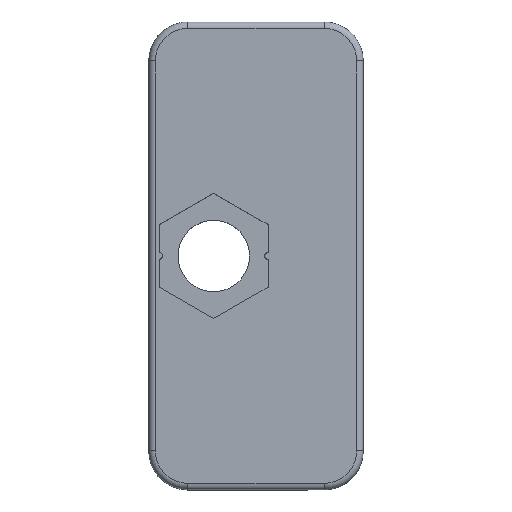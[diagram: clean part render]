
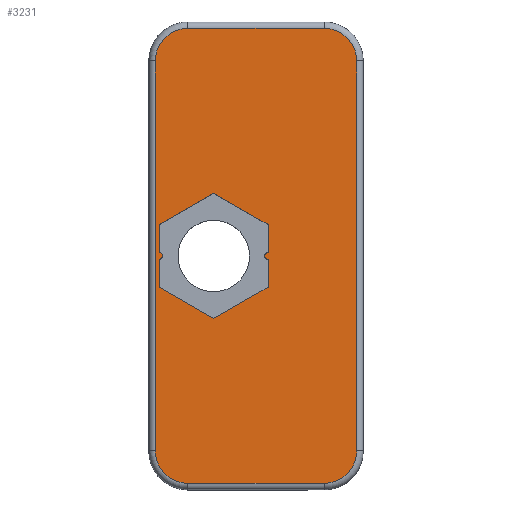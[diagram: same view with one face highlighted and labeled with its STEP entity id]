
A CAD part, top view. The second image highlights one B-rep face of the part: STEP entity #3231.
In plain terms, the highlighted planar face has unit normal (0, 0, 1).
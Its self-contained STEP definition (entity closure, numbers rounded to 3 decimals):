
#18=FACE_BOUND('',#573,.T.);
#147=CIRCLE('',#3530,2.5);
#149=CIRCLE('',#3533,2.5);
#152=CIRCLE('',#3539,2.5);
#158=CIRCLE('',#3547,2.5);
#160=CIRCLE('',#3551,0.25);
#161=CIRCLE('',#3552,0.25);
#390=FACE_OUTER_BOUND('',#572,.T.);
#572=EDGE_LOOP('',(#2821,#2822,#2823,#2824,#2825,#2826,#2827,#2828));
#573=EDGE_LOOP('',(#2829,#2830,#2831,#2832,#2833,#2834,#2835,#2836,#2837,
#2838));
#888=LINE('',#5444,#1216);
#890=LINE('',#5447,#1218);
#891=LINE('',#5456,#1219);
#893=LINE('',#5468,#1221);
#894=LINE('',#5471,#1222);
#895=LINE('',#5473,#1223);
#896=LINE('',#5475,#1224);
#897=LINE('',#5477,#1225);
#898=LINE('',#5481,#1226);
#899=LINE('',#5483,#1227);
#900=LINE('',#5485,#1228);
#901=LINE('',#5487,#1229);
#1216=VECTOR('',#4388,10.);
#1218=VECTOR('',#4392,10.);
#1219=VECTOR('',#4405,10.);
#1221=VECTOR('',#4421,10.);
#1222=VECTOR('',#4422,10.);
#1223=VECTOR('',#4423,10.);
#1224=VECTOR('',#4424,10.);
#1225=VECTOR('',#4425,10.);
#1226=VECTOR('',#4428,10.);
#1227=VECTOR('',#4429,10.);
#1228=VECTOR('',#4430,10.);
#1229=VECTOR('',#4431,10.);
#1521=VERTEX_POINT('',#5425);
#1524=VERTEX_POINT('',#5430);
#1525=VERTEX_POINT('',#5434);
#1526=VERTEX_POINT('',#5436);
#1527=VERTEX_POINT('',#5440);
#1529=VERTEX_POINT('',#5449);
#1530=VERTEX_POINT('',#5454);
#1531=VERTEX_POINT('',#5458);
#1534=VERTEX_POINT('',#5469);
#1535=VERTEX_POINT('',#5470);
#1536=VERTEX_POINT('',#5472);
#1537=VERTEX_POINT('',#5474);
#1538=VERTEX_POINT('',#5476);
#1539=VERTEX_POINT('',#5478);
#1540=VERTEX_POINT('',#5480);
#1541=VERTEX_POINT('',#5482);
#1542=VERTEX_POINT('',#5484);
#1543=VERTEX_POINT('',#5486);
#1958=EDGE_CURVE('',#1524,#1521,#147,.T.);
#1960=EDGE_CURVE('',#1525,#1526,#149,.T.);
#1964=EDGE_CURVE('',#1526,#1527,#888,.T.);
#1966=EDGE_CURVE('',#1521,#1525,#890,.T.);
#1967=EDGE_CURVE('',#1527,#1529,#152,.T.);
#1971=EDGE_CURVE('',#1529,#1530,#891,.T.);
#1974=EDGE_CURVE('',#1530,#1531,#158,.T.);
#1977=EDGE_CURVE('',#1531,#1524,#893,.T.);
#1978=EDGE_CURVE('',#1534,#1535,#894,.T.);
#1979=EDGE_CURVE('',#1535,#1536,#895,.T.);
#1980=EDGE_CURVE('',#1536,#1537,#896,.T.);
#1981=EDGE_CURVE('',#1537,#1538,#897,.T.);
#1982=EDGE_CURVE('',#1539,#1538,#160,.T.);
#1983=EDGE_CURVE('',#1539,#1540,#898,.T.);
#1984=EDGE_CURVE('',#1540,#1541,#899,.T.);
#1985=EDGE_CURVE('',#1541,#1542,#900,.T.);
#1986=EDGE_CURVE('',#1542,#1543,#901,.T.);
#1987=EDGE_CURVE('',#1534,#1543,#161,.T.);
#2821=ORIENTED_EDGE('',*,*,#1974,.F.);
#2822=ORIENTED_EDGE('',*,*,#1971,.F.);
#2823=ORIENTED_EDGE('',*,*,#1967,.F.);
#2824=ORIENTED_EDGE('',*,*,#1964,.F.);
#2825=ORIENTED_EDGE('',*,*,#1960,.F.);
#2826=ORIENTED_EDGE('',*,*,#1966,.F.);
#2827=ORIENTED_EDGE('',*,*,#1958,.F.);
#2828=ORIENTED_EDGE('',*,*,#1977,.F.);
#2829=ORIENTED_EDGE('',*,*,#1978,.T.);
#2830=ORIENTED_EDGE('',*,*,#1979,.T.);
#2831=ORIENTED_EDGE('',*,*,#1980,.T.);
#2832=ORIENTED_EDGE('',*,*,#1981,.T.);
#2833=ORIENTED_EDGE('',*,*,#1982,.F.);
#2834=ORIENTED_EDGE('',*,*,#1983,.T.);
#2835=ORIENTED_EDGE('',*,*,#1984,.T.);
#2836=ORIENTED_EDGE('',*,*,#1985,.T.);
#2837=ORIENTED_EDGE('',*,*,#1986,.T.);
#2838=ORIENTED_EDGE('',*,*,#1987,.F.);
#3070=PLANE('',#3550);
#3231=ADVANCED_FACE('',(#390,#18),#3070,.T.);
#3530=AXIS2_PLACEMENT_3D('',#5432,#4373,#4374);
#3533=AXIS2_PLACEMENT_3D('',#5437,#4379,#4380);
#3539=AXIS2_PLACEMENT_3D('',#5450,#4395,#4396);
#3547=AXIS2_PLACEMENT_3D('',#5462,#4412,#4413);
#3550=AXIS2_PLACEMENT_3D('',#5467,#4419,#4420);
#3551=AXIS2_PLACEMENT_3D('',#5479,#4426,#4427);
#3552=AXIS2_PLACEMENT_3D('',#5488,#4432,#4433);
#4373=DIRECTION('center_axis',(0.,0.,-1.));
#4374=DIRECTION('ref_axis',(-0.473,0.881,0.));
#4379=DIRECTION('center_axis',(0.,0.,-1.));
#4380=DIRECTION('ref_axis',(0.707,0.707,0.));
#4388=DIRECTION('',(0.,-1.,0.));
#4392=DIRECTION('',(1.,0.,0.));
#4395=DIRECTION('center_axis',(0.,0.,-1.));
#4396=DIRECTION('ref_axis',(0.707,-0.707,0.));
#4405=DIRECTION('',(-1.,0.,0.));
#4412=DIRECTION('center_axis',(0.,0.,-1.));
#4413=DIRECTION('ref_axis',(-0.473,-0.881,0.));
#4419=DIRECTION('center_axis',(0.,0.,1.));
#4420=DIRECTION('ref_axis',(1.,0.,0.));
#4421=DIRECTION('',(0.,1.,0.));
#4422=DIRECTION('',(0.,1.,0.));
#4423=DIRECTION('',(0.866,0.5,0.));
#4424=DIRECTION('',(0.866,-0.5,0.));
#4425=DIRECTION('',(0.,-1.,0.));
#4426=DIRECTION('center_axis',(0.,0.,-1.));
#4427=DIRECTION('ref_axis',(-1.,0.,0.));
#4428=DIRECTION('',(0.,-1.,0.));
#4429=DIRECTION('',(-0.866,-0.5,0.));
#4430=DIRECTION('',(-0.866,0.5,0.));
#4431=DIRECTION('',(0.,1.,0.));
#4432=DIRECTION('center_axis',(0.,0.,-1.));
#4433=DIRECTION('ref_axis',(-1.,0.,0.));
#5425=CARTESIAN_POINT('',(-12.,-0.5,8.5));
#5430=CARTESIAN_POINT('',(-14.5,-3.,8.5));
#5432=CARTESIAN_POINT('Origin',(-12.,-3.,8.5));
#5434=CARTESIAN_POINT('',(-1.5,-0.5,8.5));
#5436=CARTESIAN_POINT('',(1.,-3.,8.5));
#5437=CARTESIAN_POINT('Origin',(-1.5,-3.,8.5));
#5440=CARTESIAN_POINT('',(1.,-33.,8.5));
#5444=CARTESIAN_POINT('',(1.,-27.,8.5));
#5447=CARTESIAN_POINT('',(-3.75,-0.5,8.5));
#5449=CARTESIAN_POINT('',(-1.5,-35.5,8.5));
#5450=CARTESIAN_POINT('Origin',(-1.5,-33.,8.5));
#5454=CARTESIAN_POINT('',(-12.,-35.5,8.5));
#5456=CARTESIAN_POINT('',(-11.25,-35.5,8.5));
#5458=CARTESIAN_POINT('',(-14.5,-33.,8.5));
#5462=CARTESIAN_POINT('Origin',(-12.,-33.,8.5));
#5467=CARTESIAN_POINT('Origin',(-7.5,-18.,8.5));
#5468=CARTESIAN_POINT('',(-14.5,-9.,8.5));
#5469=CARTESIAN_POINT('',(-14.175,-17.75,8.5));
#5470=CARTESIAN_POINT('',(-14.175,-15.59,8.5));
#5471=CARTESIAN_POINT('',(-14.175,-19.205,8.5));
#5472=CARTESIAN_POINT('',(-10.,-13.179,8.5));
#5473=CARTESIAN_POINT('',(-12.194,-14.446,8.5));
#5474=CARTESIAN_POINT('',(-5.825,-15.59,8.5));
#5475=CARTESIAN_POINT('',(-8.019,-14.323,8.5));
#5476=CARTESIAN_POINT('',(-5.825,-17.75,8.5));
#5477=CARTESIAN_POINT('',(-5.825,-16.795,8.5));
#5478=CARTESIAN_POINT('',(-5.825,-18.25,8.5));
#5479=CARTESIAN_POINT('Origin',(-5.825,-18.,8.5));
#5480=CARTESIAN_POINT('',(-5.825,-20.41,8.5));
#5481=CARTESIAN_POINT('',(-5.825,-16.795,8.5));
#5482=CARTESIAN_POINT('',(-10.,-22.821,8.5));
#5483=CARTESIAN_POINT('',(-5.931,-20.472,8.5));
#5484=CARTESIAN_POINT('',(-14.175,-20.41,8.5));
#5485=CARTESIAN_POINT('',(-10.106,-22.76,8.5));
#5486=CARTESIAN_POINT('',(-14.175,-18.25,8.5));
#5487=CARTESIAN_POINT('',(-14.175,-19.205,8.5));
#5488=CARTESIAN_POINT('Origin',(-14.175,-18.,8.5));
